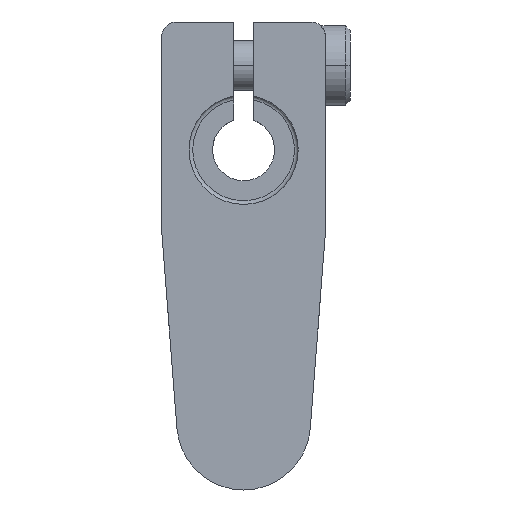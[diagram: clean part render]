
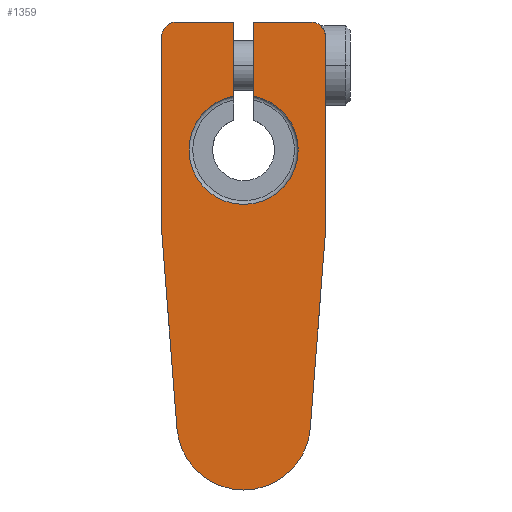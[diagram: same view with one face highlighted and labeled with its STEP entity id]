
A CAD part, front view. The second image highlights one B-rep face of the part: STEP entity #1359.
In plain terms, the highlighted planar face has unit normal (0, -1, 0).
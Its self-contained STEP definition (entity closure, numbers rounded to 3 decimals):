
#114=DIRECTION('',(0.,0.,-1.));
#115=VECTOR('',#114,14.933);
#116=CARTESIAN_POINT('',(2.,0.,25.75));
#117=LINE('',#116,#115);
#122=DIRECTION('',(1.,0.,0.));
#123=VECTOR('',#122,11.5);
#124=CARTESIAN_POINT('',(2.,0.,25.75));
#125=LINE('',#124,#123);
#129=CARTESIAN_POINT('',(13.5,0.,22.75));
#130=DIRECTION('',(0.,-1.,0.));
#131=DIRECTION('',(1.,0.,0.));
#132=AXIS2_PLACEMENT_3D('',#129,#130,#131);
#137=DIRECTION('',(0.,0.,-1.));
#138=VECTOR('',#137,39.25);
#139=CARTESIAN_POINT('',(16.5,0.,22.75));
#140=LINE('',#139,#138);
#144=DIRECTION('',(-0.077,0.,-0.997));
#145=VECTOR('',#144,39.739);
#146=CARTESIAN_POINT('',(16.5,0.,-16.5));
#147=LINE('',#146,#145);
#151=CARTESIAN_POINT('',(0.,0.,-55.08));
#152=DIRECTION('',(0.,1.,0.));
#153=DIRECTION('',(0.997,0.,-0.077));
#154=AXIS2_PLACEMENT_3D('',#151,#152,#153);
#159=DIRECTION('',(-0.077,0.,0.997));
#160=VECTOR('',#159,39.739);
#161=CARTESIAN_POINT('',(-13.43,0.,-56.12));
#162=LINE('',#161,#160);
#166=DIRECTION('',(0.,0.,1.));
#167=VECTOR('',#166,39.25);
#168=CARTESIAN_POINT('',(-16.5,0.,-16.5));
#169=LINE('',#168,#167);
#173=CARTESIAN_POINT('',(-13.5,0.,22.75));
#174=DIRECTION('',(0.,-1.,0.));
#175=DIRECTION('',(0.,0.,1.));
#176=AXIS2_PLACEMENT_3D('',#173,#174,#175);
#181=DIRECTION('',(1.,0.,0.));
#182=VECTOR('',#181,11.5);
#183=CARTESIAN_POINT('',(-13.5,0.,25.75));
#184=LINE('',#183,#182);
#188=DIRECTION('',(0.,0.,-1.));
#189=VECTOR('',#188,14.933);
#190=CARTESIAN_POINT('',(-2.,0.,25.75));
#191=LINE('',#190,#189);
#1073=CARTESIAN_POINT('',(0.,0.,0.));
#1074=DIRECTION('',(0.,1.,0.));
#1075=DIRECTION('',(0.182,0.,0.983));
#1076=AXIS2_PLACEMENT_3D('',#1073,#1074,#1075);
#1159=CARTESIAN_POINT('',(16.5,0.,22.75));
#1160=CARTESIAN_POINT('',(13.5,0.,25.75));
#1161=VERTEX_POINT('',#1159);
#1162=VERTEX_POINT('',#1160);
#1163=CARTESIAN_POINT('',(-13.5,0.,25.75));
#1164=CARTESIAN_POINT('',(-16.5,0.,22.75));
#1165=VERTEX_POINT('',#1163);
#1166=VERTEX_POINT('',#1164);
#1167=CARTESIAN_POINT('',(16.5,0.,-16.5));
#1168=VERTEX_POINT('',#1167);
#1169=CARTESIAN_POINT('',(-16.5,0.,-16.5));
#1170=VERTEX_POINT('',#1169);
#1223=CARTESIAN_POINT('',(13.43,0.,-56.12));
#1224=VERTEX_POINT('',#1223);
#1225=CARTESIAN_POINT('',(-13.43,0.,-56.12));
#1226=VERTEX_POINT('',#1225);
#1228=CARTESIAN_POINT('',(2.,0.,25.75));
#1229=CARTESIAN_POINT('',(2.,0.,10.817));
#1230=VERTEX_POINT('',#1228);
#1231=VERTEX_POINT('',#1229);
#1232=CARTESIAN_POINT('',(-2.,0.,25.75));
#1233=CARTESIAN_POINT('',(-2.,0.,10.817));
#1234=VERTEX_POINT('',#1232);
#1235=VERTEX_POINT('',#1233);
#1328=CARTESIAN_POINT('',(0.,0.,0.));
#1329=DIRECTION('',(0.,1.,0.));
#1330=DIRECTION('',(0.,0.,-1.));
#1331=AXIS2_PLACEMENT_3D('',#1328,#1329,#1330);
#1332=PLANE('',#1331);
#1334=ORIENTED_EDGE('',*,*,#1333,.F.);
#1336=ORIENTED_EDGE('',*,*,#1335,.T.);
#1338=ORIENTED_EDGE('',*,*,#1337,.F.);
#1340=ORIENTED_EDGE('',*,*,#1339,.T.);
#1342=ORIENTED_EDGE('',*,*,#1341,.T.);
#1344=ORIENTED_EDGE('',*,*,#1343,.T.);
#1346=ORIENTED_EDGE('',*,*,#1345,.T.);
#1348=ORIENTED_EDGE('',*,*,#1347,.T.);
#1350=ORIENTED_EDGE('',*,*,#1349,.F.);
#1352=ORIENTED_EDGE('',*,*,#1351,.T.);
#1354=ORIENTED_EDGE('',*,*,#1353,.T.);
#1356=ORIENTED_EDGE('',*,*,#1355,.F.);
#1357=EDGE_LOOP('',(#1334,#1336,#1338,#1340,#1342,#1344,#1346,#1348,#1350,#1352,
#1354,#1356));
#1358=FACE_OUTER_BOUND('',#1357,.F.);
#1359=ADVANCED_FACE('',(#1358),#1332,.F.);
#133=CIRCLE('',#132,3.);
#155=CIRCLE('',#154,13.47);
#177=CIRCLE('',#176,3.);
#1077=CIRCLE('',#1076,11.);
#1333=EDGE_CURVE('',#1230,#1231,#117,.T.);
#1335=EDGE_CURVE('',#1230,#1162,#125,.T.);
#1337=EDGE_CURVE('',#1161,#1162,#133,.T.);
#1339=EDGE_CURVE('',#1161,#1168,#140,.T.);
#1341=EDGE_CURVE('',#1168,#1224,#147,.T.);
#1343=EDGE_CURVE('',#1224,#1226,#155,.T.);
#1345=EDGE_CURVE('',#1226,#1170,#162,.T.);
#1347=EDGE_CURVE('',#1170,#1166,#169,.T.);
#1349=EDGE_CURVE('',#1165,#1166,#177,.T.);
#1351=EDGE_CURVE('',#1165,#1234,#184,.T.);
#1353=EDGE_CURVE('',#1234,#1235,#191,.T.);
#1355=EDGE_CURVE('',#1231,#1235,#1077,.T.);
